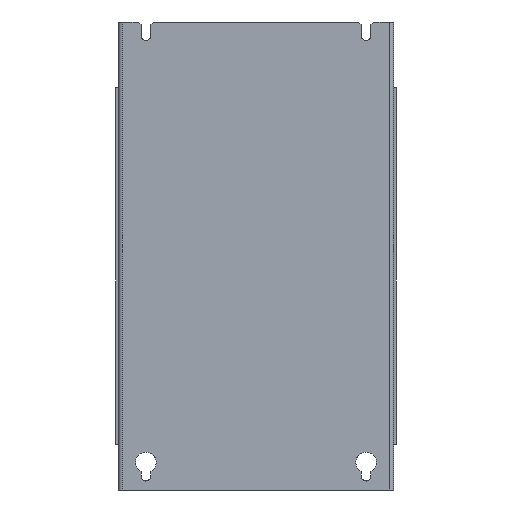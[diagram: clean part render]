
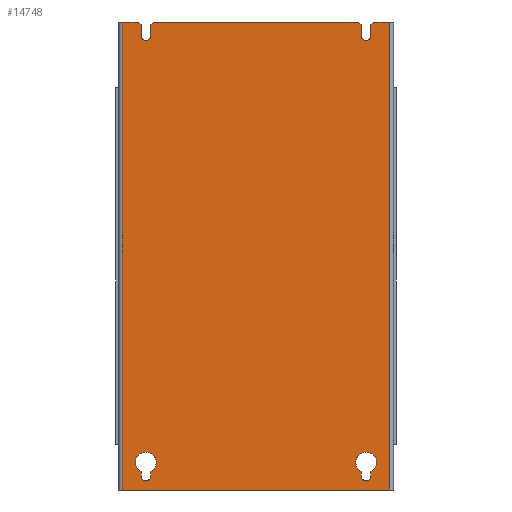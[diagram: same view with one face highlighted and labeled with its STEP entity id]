
A CAD part, front view. The second image highlights one B-rep face of the part: STEP entity #14748.
In plain terms, the highlighted planar face has unit normal (0, -1, 0).
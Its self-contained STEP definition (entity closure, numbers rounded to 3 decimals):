
#95=DIRECTION('',(-0.707,0.,0.707));
#96=VECTOR('',#95,2.828);
#97=CARTESIAN_POINT('',(105.96,33.531,35.01));
#98=LINE('',#97,#96);
#99=CARTESIAN_POINT('',(109.46,33.531,27.01));
#100=DIRECTION('',(0.,1.,0.));
#101=DIRECTION('',(1.,0.,0.));
#102=AXIS2_PLACEMENT_3D('',#99,#100,#101);
#104=DIRECTION('',(-0.707,0.,-0.707));
#105=VECTOR('',#104,2.828);
#106=CARTESIAN_POINT('',(114.96,33.531,37.01));
#107=LINE('',#106,#105);
#108=DIRECTION('',(-1.,0.,0.));
#109=VECTOR('',#108,11.5);
#110=CARTESIAN_POINT('',(126.46,33.531,37.01));
#111=LINE('',#110,#109);
#112=DIRECTION('',(1.,0.,0.));
#113=VECTOR('',#112,194.);
#114=CARTESIAN_POINT('',(-67.54,33.531,-302.99));
#115=LINE('',#114,#113);
#116=DIRECTION('',(-1.,0.,0.));
#117=VECTOR('',#116,11.5);
#118=CARTESIAN_POINT('',(-56.04,33.531,37.01));
#119=LINE('',#118,#117);
#120=DIRECTION('',(-0.707,0.,0.707));
#121=VECTOR('',#120,2.828);
#122=CARTESIAN_POINT('',(-54.04,33.531,35.01));
#123=LINE('',#122,#121);
#124=CARTESIAN_POINT('',(-50.54,33.531,27.01));
#125=DIRECTION('',(0.,1.,0.));
#126=DIRECTION('',(1.,0.,0.));
#127=AXIS2_PLACEMENT_3D('',#124,#125,#126);
#129=DIRECTION('',(-0.707,0.,-0.707));
#130=VECTOR('',#129,2.828);
#131=CARTESIAN_POINT('',(-45.04,33.531,37.01));
#132=LINE('',#131,#130);
#133=DIRECTION('',(1.,0.,0.));
#134=VECTOR('',#133,149.);
#135=CARTESIAN_POINT('',(-45.04,33.531,37.01));
#136=LINE('',#135,#134);
#137=CARTESIAN_POINT('',(109.46,33.531,-282.99));
#138=DIRECTION('',(0.,1.,0.));
#139=DIRECTION('',(-0.467,0.,-0.884));
#140=AXIS2_PLACEMENT_3D('',#137,#138,#139);
#142=CARTESIAN_POINT('',(109.46,33.531,-292.99));
#143=DIRECTION('',(0.,1.,0.));
#144=DIRECTION('',(1.,0.,0.));
#145=AXIS2_PLACEMENT_3D('',#142,#143,#144);
#147=CARTESIAN_POINT('',(-50.54,33.531,-292.99));
#148=DIRECTION('',(0.,1.,0.));
#149=DIRECTION('',(1.,0.,0.));
#150=AXIS2_PLACEMENT_3D('',#147,#148,#149);
#152=CARTESIAN_POINT('',(-50.54,33.531,-282.99));
#153=DIRECTION('',(0.,1.,0.));
#154=DIRECTION('',(-0.467,0.,-0.884));
#155=AXIS2_PLACEMENT_3D('',#152,#153,#154);
#157=DIRECTION('',(0.,0.,1.));
#158=VECTOR('',#157,8.);
#159=CARTESIAN_POINT('',(105.96,33.531,27.01));
#160=LINE('',#159,#158);
#177=DIRECTION('',(0.,0.,-1.));
#178=VECTOR('',#177,8.);
#179=CARTESIAN_POINT('',(112.96,33.531,35.01));
#180=LINE('',#179,#178);
#7119=DIRECTION('',(0.,0.,-1.));
#7120=VECTOR('',#7119,340.);
#7121=CARTESIAN_POINT('',(-67.54,33.531,37.01));
#7122=LINE('',#7121,#7120);
#7136=DIRECTION('',(0.,0.,1.));
#7137=VECTOR('',#7136,8.);
#7138=CARTESIAN_POINT('',(-54.04,33.531,27.01));
#7139=LINE('',#7138,#7137);
#7156=DIRECTION('',(0.,0.,-1.));
#7157=VECTOR('',#7156,8.);
#7158=CARTESIAN_POINT('',(-47.04,33.531,35.01));
#7159=LINE('',#7158,#7157);
#7188=DIRECTION('',(0.,0.,1.));
#7189=VECTOR('',#7188,340.);
#7190=CARTESIAN_POINT('',(126.46,33.531,-302.99));
#7191=LINE('',#7190,#7189);
#11067=DIRECTION('',(0.,0.,-1.));
#11068=VECTOR('',#11067,3.367);
#11069=CARTESIAN_POINT('',(112.96,33.531,
-289.624));
#11070=LINE('',#11069,#11068);
#11083=DIRECTION('',(0.,0.,1.));
#11084=VECTOR('',#11083,3.367);
#11085=CARTESIAN_POINT('',(105.96,33.531,
-292.99));
#11086=LINE('',#11085,#11084);
#11099=DIRECTION('',(0.,0.,1.));
#11100=VECTOR('',#11099,3.367);
#11101=CARTESIAN_POINT('',(-54.04,33.531,
-292.99));
#11102=LINE('',#11101,#11100);
#11115=DIRECTION('',(0.,0.,-1.));
#11116=VECTOR('',#11115,3.367);
#11117=CARTESIAN_POINT('',(-47.04,33.531,
-289.624));
#11118=LINE('',#11117,#11116);
#11332=CARTESIAN_POINT('',(103.96,33.531,37.01));
#11334=VERTEX_POINT('',#11332);
#11335=CARTESIAN_POINT('',(-45.04,33.531,
37.01));
#11336=VERTEX_POINT('',#11335);
#11339=CARTESIAN_POINT('',(114.96,33.531,37.01));
#11341=VERTEX_POINT('',#11339);
#11351=CARTESIAN_POINT('',(126.46,33.531,37.01));
#11352=VERTEX_POINT('',#11351);
#11354=CARTESIAN_POINT('',(-56.04,33.531,
37.01));
#11356=VERTEX_POINT('',#11354);
#11357=CARTESIAN_POINT('',(-67.54,33.531,
37.01));
#11358=VERTEX_POINT('',#11357);
#11367=CARTESIAN_POINT('',(105.96,33.531,35.01));
#11368=VERTEX_POINT('',#11367);
#11893=CARTESIAN_POINT('',(126.46,33.531,
-302.99));
#11894=VERTEX_POINT('',#11893);
#11895=CARTESIAN_POINT('',(-67.54,33.531,
-302.99));
#11896=VERTEX_POINT('',#11895);
#12009=CARTESIAN_POINT('',(105.96,33.531,27.01));
#12010=VERTEX_POINT('',#12009);
#12011=CARTESIAN_POINT('',(112.96,33.531,27.01));
#12012=VERTEX_POINT('',#12011);
#12013=CARTESIAN_POINT('',(112.96,33.531,35.01));
#12014=VERTEX_POINT('',#12013);
#12015=CARTESIAN_POINT('',(-54.04,33.531,
35.01));
#12016=VERTEX_POINT('',#12015);
#12017=CARTESIAN_POINT('',(-54.04,33.531,
27.01));
#12018=VERTEX_POINT('',#12017);
#12019=CARTESIAN_POINT('',(-47.04,33.531,
27.01));
#12020=VERTEX_POINT('',#12019);
#12021=CARTESIAN_POINT('',(-47.04,33.531,
35.01));
#12022=VERTEX_POINT('',#12021);
#12023=CARTESIAN_POINT('',(105.96,33.531,
-289.624));
#12024=CARTESIAN_POINT('',(112.96,33.531,
-289.624));
#12025=VERTEX_POINT('',#12023);
#12026=VERTEX_POINT('',#12024);
#12027=CARTESIAN_POINT('',(105.96,33.531,
-292.99));
#12028=VERTEX_POINT('',#12027);
#12029=CARTESIAN_POINT('',(112.96,33.531,
-292.99));
#12030=VERTEX_POINT('',#12029);
#12031=CARTESIAN_POINT('',(-47.04,33.531,
-292.99));
#12032=CARTESIAN_POINT('',(-54.04,33.531,
-292.99));
#12033=VERTEX_POINT('',#12031);
#12034=VERTEX_POINT('',#12032);
#12035=CARTESIAN_POINT('',(-47.04,33.531,
-289.624));
#12036=VERTEX_POINT('',#12035);
#12037=CARTESIAN_POINT('',(-54.04,33.531,
-289.624));
#12038=VERTEX_POINT('',#12037);
#14692=CARTESIAN_POINT('',(29.46,33.531,
-132.99));
#14693=DIRECTION('',(0.,1.,0.));
#14694=DIRECTION('',(1.,0.,0.));
#14695=AXIS2_PLACEMENT_3D('',#14692,#14693,#14694);
#14696=PLANE('',#14695);
#14697=ORIENTED_EDGE('',*,*,#14629,.F.);
#14699=ORIENTED_EDGE('',*,*,#14698,.F.);
#14701=ORIENTED_EDGE('',*,*,#14700,.F.);
#14703=ORIENTED_EDGE('',*,*,#14702,.F.);
#14705=ORIENTED_EDGE('',*,*,#14704,.F.);
#14707=ORIENTED_EDGE('',*,*,#14706,.F.);
#14709=ORIENTED_EDGE('',*,*,#14708,.F.);
#14711=ORIENTED_EDGE('',*,*,#14710,.F.);
#14713=ORIENTED_EDGE('',*,*,#14712,.F.);
#14715=ORIENTED_EDGE('',*,*,#14714,.F.);
#14717=ORIENTED_EDGE('',*,*,#14716,.F.);
#14719=ORIENTED_EDGE('',*,*,#14718,.F.);
#14721=ORIENTED_EDGE('',*,*,#14720,.F.);
#14723=ORIENTED_EDGE('',*,*,#14722,.F.);
#14724=ORIENTED_EDGE('',*,*,#14684,.F.);
#14725=ORIENTED_EDGE('',*,*,#14610,.T.);
#14726=EDGE_LOOP('',(#14697,#14699,#14701,#14703,#14705,#14707,#14709,#14711,
#14713,#14715,#14717,#14719,#14721,#14723,#14724,#14725));
#14727=FACE_OUTER_BOUND('',#14726,.F.);
#14729=ORIENTED_EDGE('',*,*,#14728,.F.);
#14731=ORIENTED_EDGE('',*,*,#14730,.F.);
#14733=ORIENTED_EDGE('',*,*,#14732,.F.);
#14735=ORIENTED_EDGE('',*,*,#14734,.F.);
#14736=EDGE_LOOP('',(#14729,#14731,#14733,#14735));
#14737=FACE_BOUND('',#14736,.F.);
#14739=ORIENTED_EDGE('',*,*,#14738,.F.);
#14741=ORIENTED_EDGE('',*,*,#14740,.F.);
#14743=ORIENTED_EDGE('',*,*,#14742,.F.);
#14745=ORIENTED_EDGE('',*,*,#14744,.F.);
#14746=EDGE_LOOP('',(#14739,#14741,#14743,#14745));
#14747=FACE_BOUND('',#14746,.F.);
#103=CIRCLE('',#102,3.5);
#128=CIRCLE('',#127,3.5);
#141=CIRCLE('',#140,7.5);
#146=CIRCLE('',#145,3.5);
#151=CIRCLE('',#150,3.5);
#156=CIRCLE('',#155,7.5);
#14610=EDGE_CURVE('',#11336,#11334,#136,.T.);
#14629=EDGE_CURVE('',#11368,#11334,#98,.T.);
#14684=EDGE_CURVE('',#11336,#12022,#132,.T.);
#14698=EDGE_CURVE('',#12010,#11368,#160,.T.);
#14700=EDGE_CURVE('',#12012,#12010,#103,.T.);
#14702=EDGE_CURVE('',#12014,#12012,#180,.T.);
#14704=EDGE_CURVE('',#11341,#12014,#107,.T.);
#14706=EDGE_CURVE('',#11352,#11341,#111,.T.);
#14708=EDGE_CURVE('',#11894,#11352,#7191,.T.);
#14710=EDGE_CURVE('',#11896,#11894,#115,.T.);
#14712=EDGE_CURVE('',#11358,#11896,#7122,.T.);
#14714=EDGE_CURVE('',#11356,#11358,#119,.T.);
#14716=EDGE_CURVE('',#12016,#11356,#123,.T.);
#14718=EDGE_CURVE('',#12018,#12016,#7139,.T.);
#14720=EDGE_CURVE('',#12020,#12018,#128,.T.);
#14722=EDGE_CURVE('',#12022,#12020,#7159,.T.);
#14728=EDGE_CURVE('',#12025,#12026,#141,.T.);
#14730=EDGE_CURVE('',#12028,#12025,#11086,.T.);
#14732=EDGE_CURVE('',#12030,#12028,#146,.T.);
#14734=EDGE_CURVE('',#12026,#12030,#11070,.T.);
#14738=EDGE_CURVE('',#12033,#12034,#151,.T.);
#14740=EDGE_CURVE('',#12036,#12033,#11118,.T.);
#14742=EDGE_CURVE('',#12038,#12036,#156,.T.);
#14744=EDGE_CURVE('',#12034,#12038,#11102,.T.);
#14748=ADVANCED_FACE('',(#14727,#14737,#14747),#14696,.F.);
